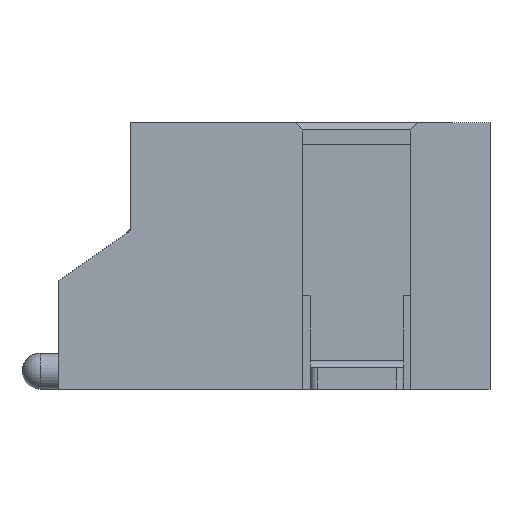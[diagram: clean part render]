
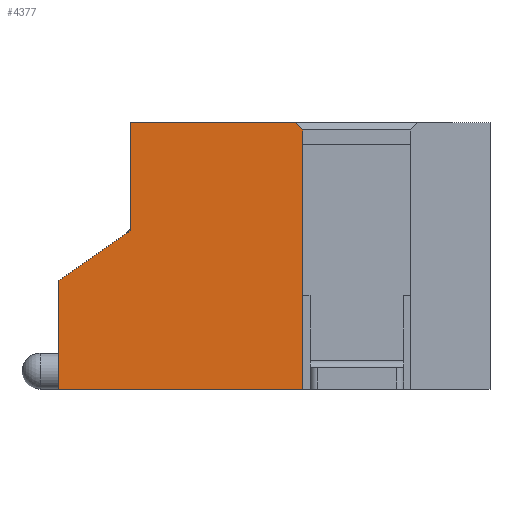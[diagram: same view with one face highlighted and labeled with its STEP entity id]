
A CAD part, front view. The second image highlights one B-rep face of the part: STEP entity #4377.
In plain terms, the highlighted planar face has unit normal (0, -1, 0).
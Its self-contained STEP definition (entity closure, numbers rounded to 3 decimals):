
#103=PLANE('',#4786);
#385=FACE_OUTER_BOUND('',#627,.T.);
#627=EDGE_LOOP('',(#3594,#3595,#3596,#3597,#3598,#3599,#3600));
#842=LINE('',#6948,#1296);
#896=LINE('',#7055,#1350);
#969=LINE('',#7222,#1423);
#978=LINE('',#7239,#1432);
#997=LINE('',#7275,#1451);
#998=LINE('',#7278,#1452);
#999=LINE('',#7279,#1453);
#1296=VECTOR('',#5489,10.);
#1350=VECTOR('',#5571,10.);
#1423=VECTOR('',#5710,10.);
#1432=VECTOR('',#5723,10.);
#1451=VECTOR('',#5760,10.);
#1452=VECTOR('',#5763,10.);
#1453=VECTOR('',#5764,10.);
#1974=VERTEX_POINT('',#6945);
#1975=VERTEX_POINT('',#6947);
#2014=VERTEX_POINT('',#7053);
#2074=VERTEX_POINT('',#7219);
#2075=VERTEX_POINT('',#7221);
#2081=VERTEX_POINT('',#7238);
#2090=VERTEX_POINT('',#7277);
#2465=EDGE_CURVE('',#1974,#1975,#842,.T.);
#2519=EDGE_CURVE('',#1974,#2014,#896,.T.);
#2602=EDGE_CURVE('',#2075,#2074,#969,.T.);
#2611=EDGE_CURVE('',#1975,#2081,#978,.T.);
#2630=EDGE_CURVE('',#2074,#2081,#997,.T.);
#2631=EDGE_CURVE('',#2014,#2090,#998,.T.);
#2632=EDGE_CURVE('',#2090,#2075,#999,.T.);
#3594=ORIENTED_EDGE('',*,*,#2611,.F.);
#3595=ORIENTED_EDGE('',*,*,#2465,.F.);
#3596=ORIENTED_EDGE('',*,*,#2519,.T.);
#3597=ORIENTED_EDGE('',*,*,#2631,.T.);
#3598=ORIENTED_EDGE('',*,*,#2632,.T.);
#3599=ORIENTED_EDGE('',*,*,#2602,.T.);
#3600=ORIENTED_EDGE('',*,*,#2630,.T.);
#4377=ADVANCED_FACE('',(#385),#103,.T.);
#4786=AXIS2_PLACEMENT_3D('',#7276,#5761,#5762);
#5489=DIRECTION('',(1.,0.,0.));
#5571=DIRECTION('',(0.,0.,-1.));
#5710=DIRECTION('',(1.,0.,0.));
#5723=DIRECTION('',(0.707,0.,-0.707));
#5760=DIRECTION('',(0.,0.,1.));
#5761=DIRECTION('center_axis',(0.,-1.,0.));
#5762=DIRECTION('ref_axis',(0.,0.,-1.));
#5763=DIRECTION('',(-0.819,0.,-0.573));
#5764=DIRECTION('',(0.,0.,-1.));
#6945=CARTESIAN_POINT('',(0.75,-2.25,3.7));
#6947=CARTESIAN_POINT('',(3.05,-2.25,3.7));
#6948=CARTESIAN_POINT('',(0.75,-2.25,3.7));
#7053=CARTESIAN_POINT('',(0.75,-2.25,2.2));
#7055=CARTESIAN_POINT('',(0.75,-2.25,3.7));
#7219=CARTESIAN_POINT('',(3.15,-2.25,0.));
#7221=CARTESIAN_POINT('',(-0.25,-2.25,0.));
#7222=CARTESIAN_POINT('',(0.75,-2.25,0.));
#7238=CARTESIAN_POINT('',(3.15,-2.25,3.6));
#7239=CARTESIAN_POINT('',(2.5,-2.25,4.25));
#7275=CARTESIAN_POINT('',(3.15,-2.25,1.85));
#7276=CARTESIAN_POINT('Origin',(0.75,-2.25,3.7));
#7277=CARTESIAN_POINT('',(-0.25,-2.25,1.5));
#7278=CARTESIAN_POINT('',(0.75,-2.25,2.2));
#7279=CARTESIAN_POINT('',(-0.25,-2.25,1.5));
